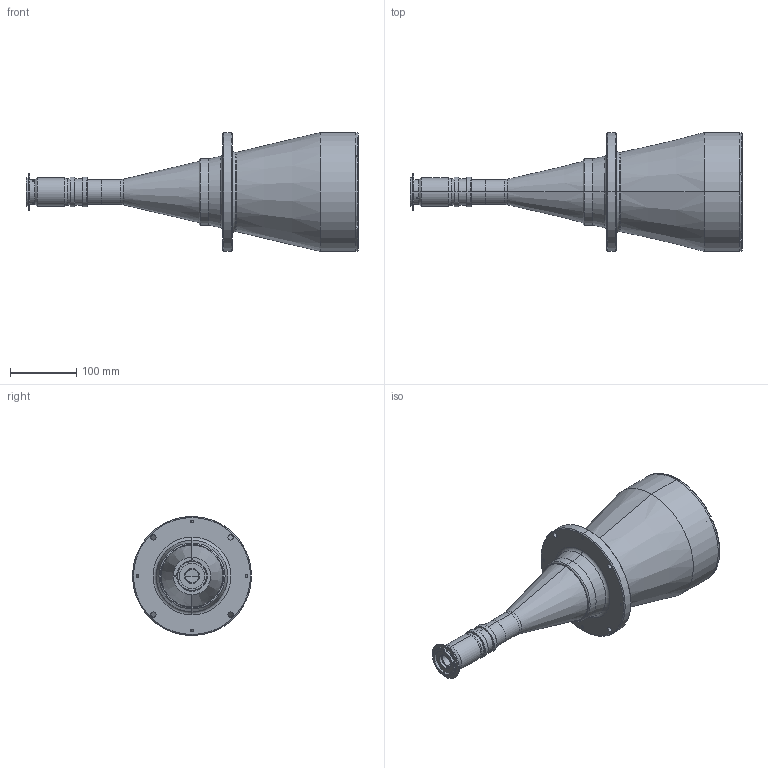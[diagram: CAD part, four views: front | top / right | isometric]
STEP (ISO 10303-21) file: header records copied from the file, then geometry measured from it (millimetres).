
FILE_DESCRIPTION (( 'STEP AP214' ), '1' );
FILE_NAME ('4M120_F.STEP', '2013-04-30T09:47:44', ( 'Work' ), ( '' ), 'SwSTEP 2.0', 'SolidWorks 2013', '' );
FILE_SCHEMA (( 'AUTOMOTIVE_DESIGN' ));
Length unit declared in the file: millimetre
Products named in the file (1): 4M120_F
Bounding box: 502.64 x 180 x 180 mm (x, y, z)
Surface area: 246377.4 mm2 (no closed solid volume)
Topology: 0 solids, 12 shells, 200 faces, 558 edges, 377 vertices
Faces by surface type: cylinder 105, plane 46, cone 30, torus 17, sphere 2
Entity records: 9332 total; most frequent: CARTESIAN_POINT 1744, DIRECTION 1225, ORIENTED_EDGE 985, EDGE_CURVE 558, AXIS2_PLACEMENT_3D 504, VERTEX_POINT 377, CIRCLE 303, EDGE_LOOP 263
